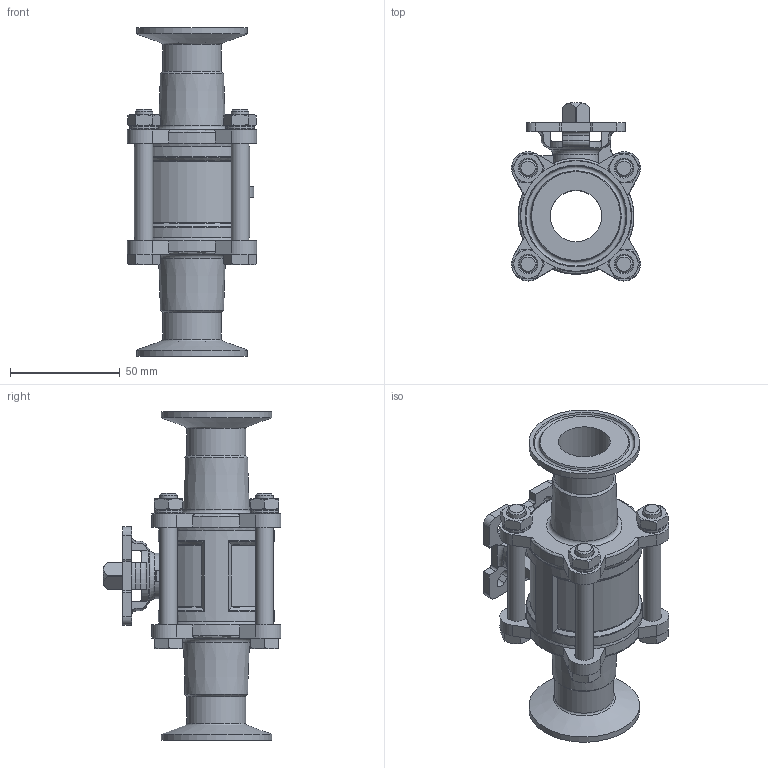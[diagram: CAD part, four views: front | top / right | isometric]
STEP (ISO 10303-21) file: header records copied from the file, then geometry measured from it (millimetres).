
FILE_DESCRIPTION(/* description */ ('STEP AP214'),/* implementation_level */ '2;1');
FILE_NAME(/* name */ '4802245_VZBD-3_4-S5-16-T-2-F0304-V14V14',/* time_stamp */ '2024-09-18T01:27:26+02:00',/* author */ ('License CC BY-ND 4.0'),/* organization */ ('CADENAS'),/* preprocessor_version */ 'ST-DEVELOPER v19.3',/* originating_system */ 'PARTsolutions',/* authorisation */ ' ');
FILE_SCHEMA (('AUTOMOTIVE_DESIGN {1 0 10303 214 3 1 1}'));
Length unit declared in the file: millimetre
Products named in the file (1): 4802245 VZBD-3/4-S5-16-T-2-F0304-V14V14
Bounding box: 58.97 x 81.19 x 150 mm (x, y, z)
Volume: 159520.1 mm3; surface area: 58057.5 mm2
Topology: 1 solids, 1 shells, 408 faces, 986 edges, 607 vertices
Faces by surface type: plane 154, cone 127, cylinder 81, torus 46
Full cylindrical faces by diameter (mm): 4.134 x1, 8 x8, 8.6 x9, 13 x4, 17 x1, 23.7 x1, 26 x1, 26.9 x2, 50.5 x2, 52.9 x1
Entity records: 11849 total; most frequent: CARTESIAN_POINT 2849, ORIENTED_EDGE 1820, DIRECTION 1800, EDGE_CURVE 910, AXIS2_PLACEMENT_3D 764, VERTEX_POINT 602, EDGE_LOOP 536, FACE_BOUND 536
